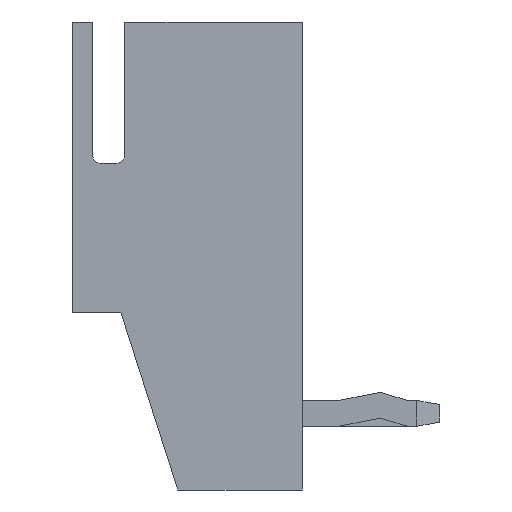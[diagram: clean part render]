
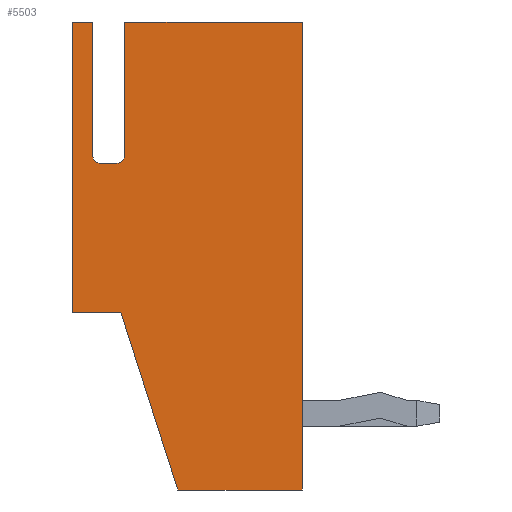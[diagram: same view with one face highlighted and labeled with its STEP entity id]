
A CAD part, left-side view. The second image highlights one B-rep face of the part: STEP entity #5503.
In plain terms, the highlighted planar face has unit normal (-1, 0, 0).
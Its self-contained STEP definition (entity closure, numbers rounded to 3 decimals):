
#36 = LINE ( 'NONE', #66, #2057 ) ;
#66 = CARTESIAN_POINT ( 'NONE',  ( 3.75, 1.65, 0. ) ) ;
#269 = VERTEX_POINT ( 'NONE', #4930 ) ;
#320 = VECTOR ( 'NONE', #2333, 1000. ) ;
#345 = LINE ( 'NONE', #5656, #1770 ) ;
#383 = EDGE_CURVE ( 'NONE', #4865, #1527, #4587, .T. ) ;
#394 = DIRECTION ( 'NONE',  ( -1., 0., 0. ) ) ;
#401 = LINE ( 'NONE', #5555, #443 ) ;
#413 = CARTESIAN_POINT ( 'NONE',  ( 3.75, 1.75, 3.7 ) ) ;
#429 = LINE ( 'NONE', #1080, #1178 ) ;
#443 = VECTOR ( 'NONE', #2434, 1000. ) ;
#553 = DIRECTION ( 'NONE',  ( 0., -0.305, -0.952 ) ) ;
#592 = LINE ( 'NONE', #6436, #1742 ) ;
#656 = CARTESIAN_POINT ( 'NONE',  ( 3.75, -2.85, 7.2 ) ) ;
#775 = ORIENTED_EDGE ( 'NONE', *, *, #383, .F. ) ;
#777 = EDGE_CURVE ( 'NONE', #2898, #5499, #897, .T. ) ;
#789 = ORIENTED_EDGE ( 'NONE', *, *, #6543, .F. ) ;
#862 = CARTESIAN_POINT ( 'NONE',  ( 3.75, 2.35, 7.2 ) ) ;
#897 = CIRCLE ( 'NONE', #1668, 0.2 ) ;
#921 = ORIENTED_EDGE ( 'NONE', *, *, #4814, .F. ) ;
#998 = EDGE_CURVE ( 'NONE', #5006, #2898, #1121, .T. ) ;
#1015 = PLANE ( 'NONE',  #6455 ) ;
#1019 = CARTESIAN_POINT ( 'NONE',  ( 3.75, 1.55, 7.2 ) ) ;
#1035 = CARTESIAN_POINT ( 'NONE',  ( 3.75, -2.85, 7.2 ) ) ;
#1080 = CARTESIAN_POINT ( 'NONE',  ( 3.75, 2.85, 7.2 ) ) ;
#1091 = CIRCLE ( 'NONE', #2402, 0.2 ) ;
#1095 = ORIENTED_EDGE ( 'NONE', *, *, #777, .F. ) ;
#1119 = CARTESIAN_POINT ( 'NONE',  ( 3.75, -2.85, 7.2 ) ) ;
#1121 = LINE ( 'NONE', #2142, #6613 ) ;
#1166 = CARTESIAN_POINT ( 'NONE',  ( 3.75, 2.85, 7.2 ) ) ;
#1175 = VERTEX_POINT ( 'NONE', #6617 ) ;
#1178 = VECTOR ( 'NONE', #5785, 1000. ) ;
#1344 = EDGE_LOOP ( 'NONE', ( #921, #775, #789, #4772, #1095, #2949, #3910, #1919, #4192, #3505, #6150, #5972 ) ) ;
#1367 = CARTESIAN_POINT ( 'NONE',  ( 3.75, 1.55, 7.2 ) ) ;
#1372 = CARTESIAN_POINT ( 'NONE',  ( 3.75, 0.239, -4.4 ) ) ;
#1402 = VECTOR ( 'NONE', #5815, 1000. ) ;
#1466 = EDGE_CURVE ( 'NONE', #2152, #269, #401, .T. ) ;
#1492 = DIRECTION ( 'NONE',  ( 0., 0., -1. ) ) ;
#1504 = EDGE_CURVE ( 'NONE', #5499, #3998, #345, .T. ) ;
#1527 = VERTEX_POINT ( 'NONE', #1367 ) ;
#1668 = AXIS2_PLACEMENT_3D ( 'NONE', #2993, #394, #3452 ) ;
#1687 = CARTESIAN_POINT ( 'NONE',  ( 3.75, 1.55, 3.9 ) ) ;
#1742 = VECTOR ( 'NONE', #5326, 1000. ) ;
#1770 = VECTOR ( 'NONE', #4598, 1000. ) ;
#1919 = ORIENTED_EDGE ( 'NONE', *, *, #3617, .T. ) ;
#2057 = VECTOR ( 'NONE', #553, 1000. ) ;
#2062 = VECTOR ( 'NONE', #5585, 1000. ) ;
#2142 = CARTESIAN_POINT ( 'NONE',  ( 3.75, 2.35, 7.2 ) ) ;
#2152 = VERTEX_POINT ( 'NONE', #5133 ) ;
#2333 = DIRECTION ( 'NONE',  ( 0., -1., 0. ) ) ;
#2358 = DIRECTION ( 'NONE',  ( 0., 0., -1. ) ) ;
#2402 = AXIS2_PLACEMENT_3D ( 'NONE', #5038, #4898, #2358 ) ;
#2434 = DIRECTION ( 'NONE',  ( 0., -1., 0. ) ) ;
#2655 = CARTESIAN_POINT ( 'NONE',  ( 3.75, -2.85, -4.4 ) ) ;
#2898 = VERTEX_POINT ( 'NONE', #6296 ) ;
#2949 = ORIENTED_EDGE ( 'NONE', *, *, #998, .F. ) ;
#2951 = LINE ( 'NONE', #1372, #320 ) ;
#2993 = CARTESIAN_POINT ( 'NONE',  ( 3.75, 2.15, 3.9 ) ) ;
#3130 = CARTESIAN_POINT ( 'NONE',  ( 3.75, 2.15, 3.7 ) ) ;
#3166 = VECTOR ( 'NONE', #6230, 1000. ) ;
#3452 = DIRECTION ( 'NONE',  ( 0., 0., 1. ) ) ;
#3505 = ORIENTED_EDGE ( 'NONE', *, *, #5204, .T. ) ;
#3617 = EDGE_CURVE ( 'NONE', #6490, #2152, #429, .T. ) ;
#3910 = ORIENTED_EDGE ( 'NONE', *, *, #5257, .F. ) ;
#3998 = VERTEX_POINT ( 'NONE', #413 ) ;
#4098 = FACE_OUTER_BOUND ( 'NONE', #1344, .T. ) ;
#4140 = VERTEX_POINT ( 'NONE', #4257 ) ;
#4192 = ORIENTED_EDGE ( 'NONE', *, *, #1466, .T. ) ;
#4257 = CARTESIAN_POINT ( 'NONE',  ( 3.75, 0.239, -4.4 ) ) ;
#4587 = LINE ( 'NONE', #1019, #2062 ) ;
#4598 = DIRECTION ( 'NONE',  ( 0., -1., 0. ) ) ;
#4648 = EDGE_CURVE ( 'NONE', #1175, #5514, #5778, .T. ) ;
#4772 = ORIENTED_EDGE ( 'NONE', *, *, #1504, .F. ) ;
#4814 = EDGE_CURVE ( 'NONE', #1527, #1175, #592, .T. ) ;
#4865 = VERTEX_POINT ( 'NONE', #1687 ) ;
#4898 = DIRECTION ( 'NONE',  ( -1., 0., 0. ) ) ;
#4930 = CARTESIAN_POINT ( 'NONE',  ( 3.75, 1.65, 0. ) ) ;
#4979 = EDGE_CURVE ( 'NONE', #4140, #5514, #2951, .T. ) ;
#5006 = VERTEX_POINT ( 'NONE', #862 ) ;
#5038 = CARTESIAN_POINT ( 'NONE',  ( 3.75, 1.75, 3.9 ) ) ;
#5133 = CARTESIAN_POINT ( 'NONE',  ( 3.75, 2.85, 0. ) ) ;
#5204 = EDGE_CURVE ( 'NONE', #269, #4140, #36, .T. ) ;
#5257 = EDGE_CURVE ( 'NONE', #6490, #5006, #5355, .T. ) ;
#5326 = DIRECTION ( 'NONE',  ( 0., -1., 0. ) ) ;
#5355 = LINE ( 'NONE', #656, #1402 ) ;
#5499 = VERTEX_POINT ( 'NONE', #3130 ) ;
#5503 = ADVANCED_FACE ( 'NONE', ( #4098 ), #1015, .F. ) ;
#5514 = VERTEX_POINT ( 'NONE', #2655 ) ;
#5555 = CARTESIAN_POINT ( 'NONE',  ( 3.75, -2.85, 0. ) ) ;
#5585 = DIRECTION ( 'NONE',  ( 0., 0., 1. ) ) ;
#5656 = CARTESIAN_POINT ( 'NONE',  ( 3.75, 2.15, 3.7 ) ) ;
#5778 = LINE ( 'NONE', #1035, #3166 ) ;
#5785 = DIRECTION ( 'NONE',  ( 0., 0., -1. ) ) ;
#5815 = DIRECTION ( 'NONE',  ( 0., -1., 0. ) ) ;
#5969 = DIRECTION ( 'NONE',  ( 0., 0., -1. ) ) ;
#5972 = ORIENTED_EDGE ( 'NONE', *, *, #4648, .F. ) ;
#6150 = ORIENTED_EDGE ( 'NONE', *, *, #4979, .T. ) ;
#6203 = DIRECTION ( 'NONE',  ( 1., 0., 0. ) ) ;
#6230 = DIRECTION ( 'NONE',  ( 0., 0., -1. ) ) ;
#6296 = CARTESIAN_POINT ( 'NONE',  ( 3.75, 2.35, 3.9 ) ) ;
#6436 = CARTESIAN_POINT ( 'NONE',  ( 3.75, -2.85, 7.2 ) ) ;
#6455 = AXIS2_PLACEMENT_3D ( 'NONE', #1119, #6203, #1492 ) ;
#6490 = VERTEX_POINT ( 'NONE', #1166 ) ;
#6543 = EDGE_CURVE ( 'NONE', #3998, #4865, #1091, .T. ) ;
#6613 = VECTOR ( 'NONE', #5969, 1000. ) ;
#6617 = CARTESIAN_POINT ( 'NONE',  ( 3.75, -2.85, 7.2 ) ) ;
